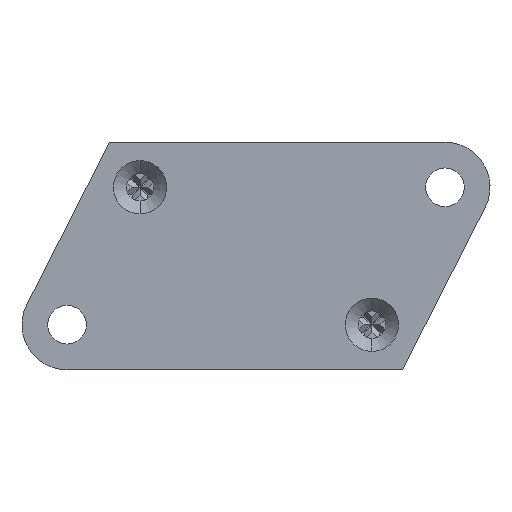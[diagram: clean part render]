
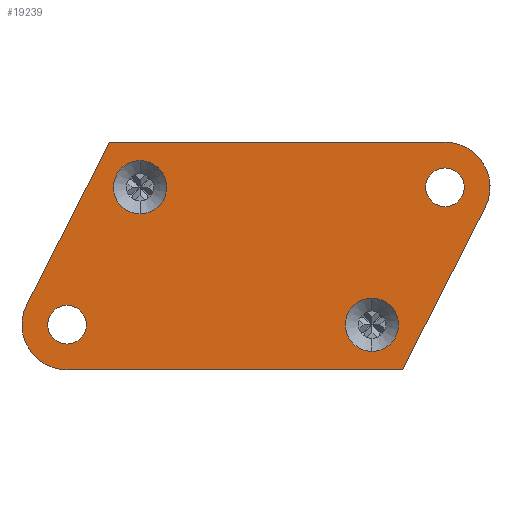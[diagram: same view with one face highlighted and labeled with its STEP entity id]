
A CAD part, front view. The second image highlights one B-rep face of the part: STEP entity #19239.
In plain terms, the highlighted face is planar.
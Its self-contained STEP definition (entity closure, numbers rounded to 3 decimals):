
#13681 = CARTESIAN_POINT ( 'NONE',  ( -13.5, 3., -11.1 ) ) ;
#13682 = CARTESIAN_POINT ( 'NONE',  ( -13.5, 3., -4.9 ) ) ;
#13685 = CARTESIAN_POINT ( 'NONE',  ( 13.5, 3., 4.9 ) ) ;
#13686 = CARTESIAN_POINT ( 'NONE',  ( 13.5, 3., 11.1 ) ) ;
#13691 = CARTESIAN_POINT ( 'NONE',  ( 22., 3., -10.25 ) ) ;
#13692 = CARTESIAN_POINT ( 'NONE',  ( 22., 3., -5.75 ) ) ;
#13695 = CARTESIAN_POINT ( 'NONE',  ( -22., 3., 5.75 ) ) ;
#13696 = CARTESIAN_POINT ( 'NONE',  ( -22., 3., 10.25 ) ) ;
#13699 = CARTESIAN_POINT ( 'NONE',  ( 22., 3., -13.25 ) ) ;
#13700 = CARTESIAN_POINT ( 'NONE',  ( -17.065, 3., -13.25 ) ) ;
#13701 = CARTESIAN_POINT ( 'NONE',  ( -26.678, 3., 5.617 ) ) ;
#13702 = CARTESIAN_POINT ( 'NONE',  ( -22., 3., 13.25 ) ) ;
#13703 = CARTESIAN_POINT ( 'NONE',  ( 17.065, 3., 13.25 ) ) ;
#13704 = CARTESIAN_POINT ( 'NONE',  ( 26.678, 3., -5.617 ) ) ;
#19239 = ADVANCED_FACE ( 'NONE', ( #23913, #23914, #23915, #23916, #23917 ), #41801, .T. ) ;
#21741 = AXIS2_PLACEMENT_3D ( 'NONE', #41802, #41803, #41804 ) ;
#23913 = FACE_BOUND ( 'NONE', #33113, .T. ) ;
#23914 = FACE_BOUND ( 'NONE', #33110, .T. ) ;
#23915 = FACE_BOUND ( 'NONE', #33111, .T. ) ;
#23916 = FACE_OUTER_BOUND ( 'NONE', #33108, .T. ) ;
#23917 = FACE_BOUND ( 'NONE', #33109, .T. ) ;
#26066 = ORIENTED_EDGE ( 'NONE', *, *, #27478, .T. ) ;
#26067 = ORIENTED_EDGE ( 'NONE', *, *, #27494, .T. ) ;
#26068 = ORIENTED_EDGE ( 'NONE', *, *, #27474, .T. ) ;
#26069 = ORIENTED_EDGE ( 'NONE', *, *, #27495, .T. ) ;
#26070 = ORIENTED_EDGE ( 'NONE', *, *, #27490, .F. ) ;
#26071 = ORIENTED_EDGE ( 'NONE', *, *, #27496, .F. ) ;
#26072 = ORIENTED_EDGE ( 'NONE', *, *, #27497, .T. ) ;
#26073 = ORIENTED_EDGE ( 'NONE', *, *, #27498, .T. ) ;
#26074 = ORIENTED_EDGE ( 'NONE', *, *, #27499, .T. ) ;
#26075 = ORIENTED_EDGE ( 'NONE', *, *, #27500, .T. ) ;
#26076 = ORIENTED_EDGE ( 'NONE', *, *, #27501, .T. ) ;
#26077 = ORIENTED_EDGE ( 'NONE', *, *, #27502, .T. ) ;
#26078 = ORIENTED_EDGE ( 'NONE', *, *, #27486, .F. ) ;
#26079 = ORIENTED_EDGE ( 'NONE', *, *, #27503, .F. ) ;
#27474 = EDGE_CURVE ( 'NONE', #35154, #35153, #44674, .T. ) ;
#27478 = EDGE_CURVE ( 'NONE', #35158, #35157, #44680, .T. ) ;
#27486 = EDGE_CURVE ( 'NONE', #35163, #35164, #44693, .T. ) ;
#27490 = EDGE_CURVE ( 'NONE', #35167, #35168, #44699, .T. ) ;
#27494 = EDGE_CURVE ( 'NONE', #35157, #35158, #44704, .T. ) ;
#27495 = EDGE_CURVE ( 'NONE', #35153, #35154, #44705, .T. ) ;
#27496 = EDGE_CURVE ( 'NONE', #35168, #35167, #44707, .T. ) ;
#27497 = EDGE_CURVE ( 'NONE', #35171, #35172, #44706, .T. ) ;
#27498 = EDGE_CURVE ( 'NONE', #35172, #35173, #44709, .T. ) ;
#27499 = EDGE_CURVE ( 'NONE', #35173, #35174, #44712, .T. ) ;
#27500 = EDGE_CURVE ( 'NONE', #35174, #35175, #44711, .T. ) ;
#27501 = EDGE_CURVE ( 'NONE', #35175, #35176, #44714, .T. ) ;
#27502 = EDGE_CURVE ( 'NONE', #35176, #35171, #44716, .T. ) ;
#27503 = EDGE_CURVE ( 'NONE', #35164, #35163, #44717, .T. ) ;
#33108 = EDGE_LOOP ( 'NONE', ( #26072, #26073, #26074, #26075, #26076, #26077 ) ) ;
#33109 = EDGE_LOOP ( 'NONE', ( #26078, #26079 ) ) ;
#33110 = EDGE_LOOP ( 'NONE', ( #26068, #26069 ) ) ;
#33111 = EDGE_LOOP ( 'NONE', ( #26070, #26071 ) ) ;
#33113 = EDGE_LOOP ( 'NONE', ( #26066, #26067 ) ) ;
#35153 = VERTEX_POINT ( 'NONE', #13681 ) ;
#35154 = VERTEX_POINT ( 'NONE', #13682 ) ;
#35157 = VERTEX_POINT ( 'NONE', #13685 ) ;
#35158 = VERTEX_POINT ( 'NONE', #13686 ) ;
#35163 = VERTEX_POINT ( 'NONE', #13691 ) ;
#35164 = VERTEX_POINT ( 'NONE', #13692 ) ;
#35167 = VERTEX_POINT ( 'NONE', #13695 ) ;
#35168 = VERTEX_POINT ( 'NONE', #13696 ) ;
#35171 = VERTEX_POINT ( 'NONE', #13699 ) ;
#35172 = VERTEX_POINT ( 'NONE', #13700 ) ;
#35173 = VERTEX_POINT ( 'NONE', #13701 ) ;
#35174 = VERTEX_POINT ( 'NONE', #13702 ) ;
#35175 = VERTEX_POINT ( 'NONE', #13703 ) ;
#35176 = VERTEX_POINT ( 'NONE', #13704 ) ;
#39459 = AXIS2_PLACEMENT_3D ( 'NONE', #44231, #44232, #44233 ) ;
#39461 = AXIS2_PLACEMENT_3D ( 'NONE', #44241, #44242, #44243 ) ;
#39464 = AXIS2_PLACEMENT_3D ( 'NONE', #44260, #44261, #44262 ) ;
#39466 = AXIS2_PLACEMENT_3D ( 'NONE', #44270, #44271, #44272 ) ;
#39468 = AXIS2_PLACEMENT_3D ( 'NONE', #44280, #45718, #45719 ) ;
#39469 = AXIS2_PLACEMENT_3D ( 'NONE', #45720, #45721, #45722 ) ;
#39470 = AXIS2_PLACEMENT_3D ( 'NONE', #45723, #45724, #45725 ) ;
#39471 = AXIS2_PLACEMENT_3D ( 'NONE', #45730, #45731, #45732 ) ;
#39472 = AXIS2_PLACEMENT_3D ( 'NONE', #45737, #45738, #45739 ) ;
#39473 = AXIS2_PLACEMENT_3D ( 'NONE', #45740, #45741, #45742 ) ;
#41801 = PLANE ( 'NONE',  #21741 ) ;
#41802 = CARTESIAN_POINT ( 'NONE',  ( 22., 3., -8. ) ) ;
#41803 = DIRECTION ( 'NONE',  ( 0., 1., 0. ) ) ;
#41804 = DIRECTION ( 'NONE',  ( 0., 0., 1. ) ) ;
#44231 = CARTESIAN_POINT ( 'NONE',  ( -13.5, 3., -8. ) ) ;
#44232 = DIRECTION ( 'NONE',  ( 0., -1., 0. ) ) ;
#44233 = DIRECTION ( 'NONE',  ( 0., 0., 1. ) ) ;
#44241 = CARTESIAN_POINT ( 'NONE',  ( 13.5, 3., 8. ) ) ;
#44242 = DIRECTION ( 'NONE',  ( 0., -1., 0. ) ) ;
#44243 = DIRECTION ( 'NONE',  ( 0., 0., 1. ) ) ;
#44260 = CARTESIAN_POINT ( 'NONE',  ( 22., 3., -8. ) ) ;
#44261 = DIRECTION ( 'NONE',  ( 0., 1., 0. ) ) ;
#44262 = DIRECTION ( 'NONE',  ( 0., 0., 1. ) ) ;
#44270 = CARTESIAN_POINT ( 'NONE',  ( -22., 3., 8. ) ) ;
#44271 = DIRECTION ( 'NONE',  ( 0., 1., 0. ) ) ;
#44272 = DIRECTION ( 'NONE',  ( 0., 0., 1. ) ) ;
#44280 = CARTESIAN_POINT ( 'NONE',  ( 13.5, 3., 8. ) ) ;
#44674 = CIRCLE ( 'NONE', #39459, 3.1 ) ;
#44680 = CIRCLE ( 'NONE', #39461, 3.1 ) ;
#44693 = CIRCLE ( 'NONE', #39464, 2.25 ) ;
#44699 = CIRCLE ( 'NONE', #39466, 2.25 ) ;
#44704 = CIRCLE ( 'NONE', #39468, 3.1 ) ;
#44705 = CIRCLE ( 'NONE', #39469, 3.1 ) ;
#44706 = LINE ( 'NONE', #45726, #44708 ) ;
#44707 = CIRCLE ( 'NONE', #39470, 2.25 ) ;
#44708 = VECTOR ( 'NONE', #45727, 1000. ) ;
#44709 = LINE ( 'NONE', #45728, #44710 ) ;
#44710 = VECTOR ( 'NONE', #45729, 1000. ) ;
#44711 = LINE ( 'NONE', #45733, #44713 ) ;
#44712 = CIRCLE ( 'NONE', #39471, 5.25 ) ;
#44713 = VECTOR ( 'NONE', #45734, 1000. ) ;
#44714 = LINE ( 'NONE', #45735, #44715 ) ;
#44715 = VECTOR ( 'NONE', #45736, 1000. ) ;
#44716 = CIRCLE ( 'NONE', #39472, 5.25 ) ;
#44717 = CIRCLE ( 'NONE', #39473, 2.25 ) ;
#45718 = DIRECTION ( 'NONE',  ( 0., -1., 0. ) ) ;
#45719 = DIRECTION ( 'NONE',  ( 0., 0., 1. ) ) ;
#45720 = CARTESIAN_POINT ( 'NONE',  ( -13.5, 3., -8. ) ) ;
#45721 = DIRECTION ( 'NONE',  ( 0., -1., 0. ) ) ;
#45722 = DIRECTION ( 'NONE',  ( 0., 0., 1. ) ) ;
#45723 = CARTESIAN_POINT ( 'NONE',  ( -22., 3., 8. ) ) ;
#45724 = DIRECTION ( 'NONE',  ( 0., 1., 0. ) ) ;
#45725 = DIRECTION ( 'NONE',  ( 0., 0., 1. ) ) ;
#45726 = CARTESIAN_POINT ( 'NONE',  ( -17.065, 3., -13.25 ) ) ;
#45727 = DIRECTION ( 'NONE',  ( -1., 0., 0. ) ) ;
#45728 = CARTESIAN_POINT ( 'NONE',  ( -26.678, 3., 5.617 ) ) ;
#45729 = DIRECTION ( 'NONE',  ( -0.454, 0., 0.891 ) ) ;
#45730 = CARTESIAN_POINT ( 'NONE',  ( -22., 3., 8. ) ) ;
#45731 = DIRECTION ( 'NONE',  ( 0., 1., 0. ) ) ;
#45732 = DIRECTION ( 'NONE',  ( 0., 0., 1. ) ) ;
#45733 = CARTESIAN_POINT ( 'NONE',  ( 17.065, 3., 13.25 ) ) ;
#45734 = DIRECTION ( 'NONE',  ( 1., 0., 0. ) ) ;
#45735 = CARTESIAN_POINT ( 'NONE',  ( 26.678, 3., -5.617 ) ) ;
#45736 = DIRECTION ( 'NONE',  ( 0.454, 0., -0.891 ) ) ;
#45737 = CARTESIAN_POINT ( 'NONE',  ( 22., 3., -8. ) ) ;
#45738 = DIRECTION ( 'NONE',  ( 0., 1., 0. ) ) ;
#45739 = DIRECTION ( 'NONE',  ( 0., 0., 1. ) ) ;
#45740 = CARTESIAN_POINT ( 'NONE',  ( 22., 3., -8. ) ) ;
#45741 = DIRECTION ( 'NONE',  ( 0., 1., 0. ) ) ;
#45742 = DIRECTION ( 'NONE',  ( 0., 0., 1. ) ) ;
